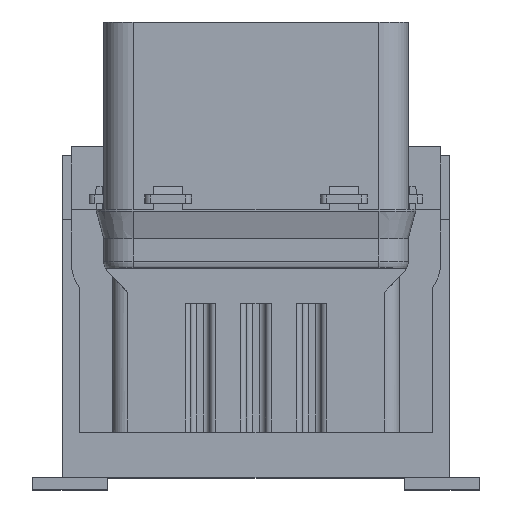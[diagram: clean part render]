
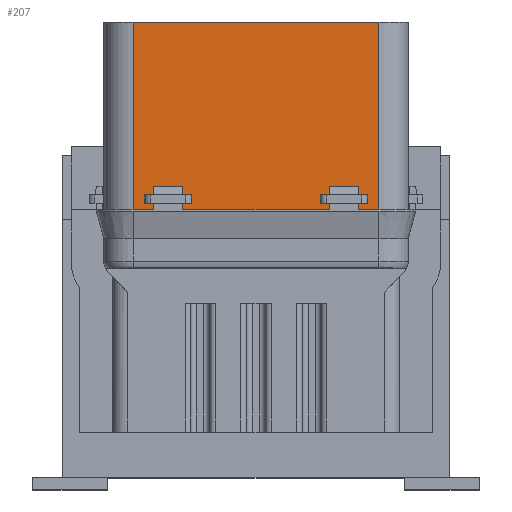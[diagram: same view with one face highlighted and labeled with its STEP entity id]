
A CAD part, top view. The second image highlights one B-rep face of the part: STEP entity #207.
In plain terms, the highlighted planar face has unit normal (0, 0, 1).
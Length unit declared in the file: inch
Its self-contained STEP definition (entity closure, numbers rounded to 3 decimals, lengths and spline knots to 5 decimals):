
#207 = ADVANCED_FACE ( 'NONE', ( #14524, #11843, #3061 ), #13527, .T. ) ;
#222 = ORIENTED_EDGE ( 'NONE', *, *, #11029, .F. ) ;
#319 = CARTESIAN_POINT ( 'NONE',  ( 0.74803, 0.75787, 2.00714 ) ) ;
#367 = CARTESIAN_POINT ( 'NONE',  ( -0.43307, 0.75787, 2.00714 ) ) ;
#557 = ORIENTED_EDGE ( 'NONE', *, *, #9268, .T. ) ;
#639 = DIRECTION ( 'NONE',  ( 0., -1., 0. ) ) ;
#724 = VECTOR ( 'NONE', #3951, 39.37008 ) ;
#757 = VERTEX_POINT ( 'NONE', #3142 ) ;
#807 = ORIENTED_EDGE ( 'NONE', *, *, #1972, .F. ) ;
#943 = DIRECTION ( 'NONE',  ( -1., 0., 0. ) ) ;
#1056 = VERTEX_POINT ( 'NONE', #3321 ) ;
#1146 = VERTEX_POINT ( 'NONE', #5831 ) ;
#1186 = VECTOR ( 'NONE', #9516, 39.37008 ) ;
#1312 = VERTEX_POINT ( 'NONE', #367 ) ;
#1415 = CARTESIAN_POINT ( 'NONE',  ( -0.43307, 0.75787, 2.00714 ) ) ;
#1774 = LINE ( 'NONE', #2655, #4442 ) ;
#1812 = DIRECTION ( 'NONE',  ( 1., 0., 0. ) ) ;
#1972 = EDGE_CURVE ( 'NONE', #1312, #5643, #10784, .T. ) ;
#2033 = AXIS2_PLACEMENT_3D ( 'NONE', #5498, #7792, #943 ) ;
#2123 = ORIENTED_EDGE ( 'NONE', *, *, #12554, .T. ) ;
#2349 = ORIENTED_EDGE ( 'NONE', *, *, #2998, .T. ) ;
#2504 = EDGE_CURVE ( 'NONE', #3821, #757, #7889, .T. ) ;
#2655 = CARTESIAN_POINT ( 'NONE',  ( 0., 0.7185, 2.00714 ) ) ;
#2736 = CARTESIAN_POINT ( 'NONE',  ( -0.74803, 0.81693, 2.00714 ) ) ;
#2937 = ORIENTED_EDGE ( 'NONE', *, *, #9562, .F. ) ;
#2998 = EDGE_CURVE ( 'NONE', #7647, #11174, #6467, .T. ) ;
#3061 = FACE_OUTER_BOUND ( 'NONE', #4723, .T. ) ;
#3065 = VERTEX_POINT ( 'NONE', #5260 ) ;
#3142 = CARTESIAN_POINT ( 'NONE',  ( 0.82677, 1.97835, 2.00714 ) ) ;
#3321 = CARTESIAN_POINT ( 'NONE',  ( 0.74803, 0.81693, 2.00714 ) ) ;
#3369 = VECTOR ( 'NONE', #4732, 39.37008 ) ;
#3551 = ORIENTED_EDGE ( 'NONE', *, *, #2504, .F. ) ;
#3643 = VECTOR ( 'NONE', #13837, 39.37008 ) ;
#3722 = EDGE_CURVE ( 'NONE', #5263, #1056, #11463, .T. ) ;
#3745 = CARTESIAN_POINT ( 'NONE',  ( 0., 0.75787, 2.00714 ) ) ;
#3800 = DIRECTION ( 'NONE',  ( 1., 0., 0. ) ) ;
#3821 = VERTEX_POINT ( 'NONE', #9600 ) ;
#3951 = DIRECTION ( 'NONE',  ( 0., 1., 0. ) ) ;
#4060 = ORIENTED_EDGE ( 'NONE', *, *, #7769, .T. ) ;
#4218 = EDGE_CURVE ( 'NONE', #757, #1146, #6970, .T. ) ;
#4348 = CARTESIAN_POINT ( 'NONE',  ( 0., 0.81693, 2.00714 ) ) ;
#4442 = VECTOR ( 'NONE', #3800, 39.37008 ) ;
#4723 = EDGE_LOOP ( 'NONE', ( #12631, #8083, #3551, #4060 ) ) ;
#4732 = DIRECTION ( 'NONE',  ( 1., 0., 0. ) ) ;
#4854 = VECTOR ( 'NONE', #1812, 39.37008 ) ;
#4891 = CARTESIAN_POINT ( 'NONE',  ( 0.74803, 0.75787, 2.00714 ) ) ;
#5260 = CARTESIAN_POINT ( 'NONE',  ( 0.43307, 0.75787, 2.00714 ) ) ;
#5263 = VERTEX_POINT ( 'NONE', #319 ) ;
#5498 = CARTESIAN_POINT ( 'NONE',  ( 0., 1.97835, 2.00714 ) ) ;
#5501 = DIRECTION ( 'NONE',  ( 1., 0., 0. ) ) ;
#5643 = VERTEX_POINT ( 'NONE', #12581 ) ;
#5720 = EDGE_CURVE ( 'NONE', #3065, #10594, #10674, .T. ) ;
#5827 = CARTESIAN_POINT ( 'NONE',  ( -0.82677, 1.97835, 2.00714 ) ) ;
#5831 = CARTESIAN_POINT ( 'NONE',  ( 0.82677, 0.7185, 2.00714 ) ) ;
#6467 = LINE ( 'NONE', #8562, #724 ) ;
#6970 = LINE ( 'NONE', #14363, #12727 ) ;
#7583 = CARTESIAN_POINT ( 'NONE',  ( 0., 0.81693, 2.00714 ) ) ;
#7647 = VERTEX_POINT ( 'NONE', #11259 ) ;
#7769 = EDGE_CURVE ( 'NONE', #3821, #11675, #12076, .T. ) ;
#7792 = DIRECTION ( 'NONE',  ( 0., 0., 1. ) ) ;
#7889 = LINE ( 'NONE', #14387, #4854 ) ;
#8076 = VECTOR ( 'NONE', #8357, 39.37008 ) ;
#8083 = ORIENTED_EDGE ( 'NONE', *, *, #4218, .F. ) ;
#8357 = DIRECTION ( 'NONE',  ( 1., 0., 0. ) ) ;
#8399 = VECTOR ( 'NONE', #14447, 39.37008 ) ;
#8562 = CARTESIAN_POINT ( 'NONE',  ( -0.74803, 0.75787, 2.00714 ) ) ;
#9055 = ORIENTED_EDGE ( 'NONE', *, *, #3722, .F. ) ;
#9151 = VECTOR ( 'NONE', #5501, 39.37008 ) ;
#9268 = EDGE_CURVE ( 'NONE', #11174, #5643, #12932, .T. ) ;
#9464 = DIRECTION ( 'NONE',  ( 0., 1., 0. ) ) ;
#9516 = DIRECTION ( 'NONE',  ( 0., 1., 0. ) ) ;
#9562 = EDGE_CURVE ( 'NONE', #3065, #5263, #11113, .T. ) ;
#9600 = CARTESIAN_POINT ( 'NONE',  ( -0.82677, 1.97835, 2.00714 ) ) ;
#10430 = VECTOR ( 'NONE', #12904, 39.37008 ) ;
#10533 = EDGE_CURVE ( 'NONE', #11675, #1146, #1774, .T. ) ;
#10594 = VERTEX_POINT ( 'NONE', #13084 ) ;
#10605 = CARTESIAN_POINT ( 'NONE',  ( -0.82677, 0.7185, 2.00714 ) ) ;
#10674 = LINE ( 'NONE', #12733, #1186 ) ;
#10784 = LINE ( 'NONE', #1415, #10430 ) ;
#11029 = EDGE_CURVE ( 'NONE', #7647, #1312, #12516, .T. ) ;
#11096 = VECTOR ( 'NONE', #9464, 39.37008 ) ;
#11113 = LINE ( 'NONE', #3745, #8076 ) ;
#11174 = VERTEX_POINT ( 'NONE', #2736 ) ;
#11259 = CARTESIAN_POINT ( 'NONE',  ( -0.74803, 0.75787, 2.00714 ) ) ;
#11463 = LINE ( 'NONE', #4891, #11096 ) ;
#11675 = VERTEX_POINT ( 'NONE', #10605 ) ;
#11843 = FACE_BOUND ( 'NONE', #12587, .T. ) ;
#12033 = ORIENTED_EDGE ( 'NONE', *, *, #5720, .T. ) ;
#12076 = LINE ( 'NONE', #5827, #3643 ) ;
#12178 = LINE ( 'NONE', #7583, #8399 ) ;
#12516 = LINE ( 'NONE', #12769, #3369 ) ;
#12554 = EDGE_CURVE ( 'NONE', #10594, #1056, #12178, .T. ) ;
#12581 = CARTESIAN_POINT ( 'NONE',  ( -0.43307, 0.81693, 2.00714 ) ) ;
#12587 = EDGE_LOOP ( 'NONE', ( #2937, #12033, #2123, #9055 ) ) ;
#12631 = ORIENTED_EDGE ( 'NONE', *, *, #10533, .T. ) ;
#12727 = VECTOR ( 'NONE', #639, 39.37008 ) ;
#12733 = CARTESIAN_POINT ( 'NONE',  ( 0.43307, 0.75787, 2.00714 ) ) ;
#12769 = CARTESIAN_POINT ( 'NONE',  ( 0., 0.75787, 2.00714 ) ) ;
#12818 = EDGE_LOOP ( 'NONE', ( #222, #2349, #557, #807 ) ) ;
#12904 = DIRECTION ( 'NONE',  ( 0., 1., 0. ) ) ;
#12932 = LINE ( 'NONE', #4348, #9151 ) ;
#13084 = CARTESIAN_POINT ( 'NONE',  ( 0.43307, 0.81693, 2.00714 ) ) ;
#13527 = PLANE ( 'NONE',  #2033 ) ;
#13837 = DIRECTION ( 'NONE',  ( 0., -1., 0. ) ) ;
#14363 = CARTESIAN_POINT ( 'NONE',  ( 0.82677, 1.97835, 2.00714 ) ) ;
#14387 = CARTESIAN_POINT ( 'NONE',  ( 0., 1.97835, 2.00714 ) ) ;
#14447 = DIRECTION ( 'NONE',  ( 1., 0., 0. ) ) ;
#14524 = FACE_BOUND ( 'NONE', #12818, .T. ) ;
